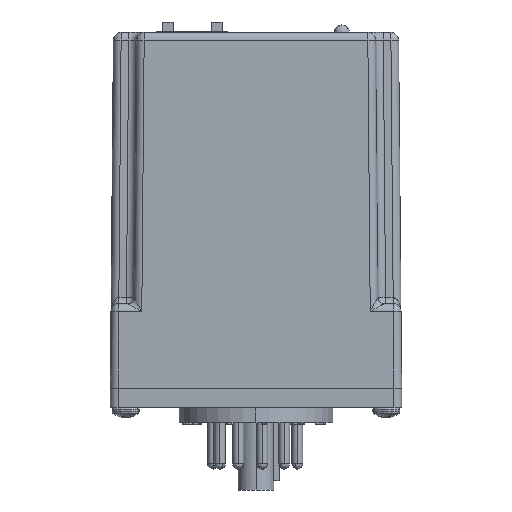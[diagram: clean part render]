
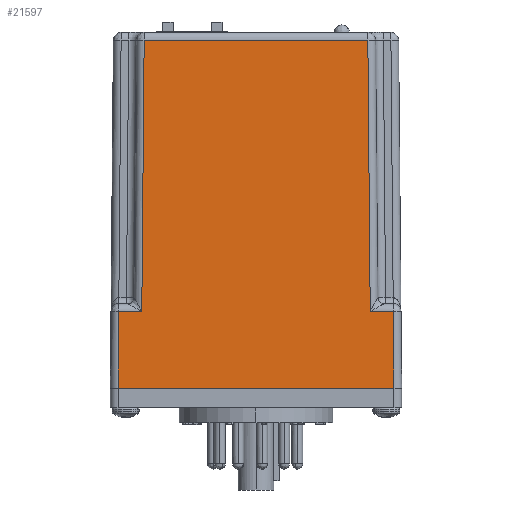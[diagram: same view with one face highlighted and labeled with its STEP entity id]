
A CAD part, left-side view. The second image highlights one B-rep face of the part: STEP entity #21597.
In plain terms, the highlighted planar face has unit normal (-1, 0, 0.009).
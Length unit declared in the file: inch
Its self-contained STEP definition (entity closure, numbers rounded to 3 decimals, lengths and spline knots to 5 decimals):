
#55 = CARTESIAN_POINT ( 'NONE',  ( -0.86954, -0.93104, 0.62555 ) ) ;
#610 = EDGE_CURVE ( 'NONE', #9016, #16942, #1722, .T. ) ;
#719 = DIRECTION ( 'NONE',  ( 0.009, 0.009, 1. ) ) ;
#1722 = LINE ( 'NONE', #23175, #13184 ) ;
#1953 = CARTESIAN_POINT ( 'NONE',  ( -0.86954, 1.11904, 0.62555 ) ) ;
#2442 = ORIENTED_EDGE ( 'NONE', *, *, #16322, .T. ) ;
#3079 = CARTESIAN_POINT ( 'NONE',  ( -0.85024, -1.1875, 2.83755 ) ) ;
#3274 = CARTESIAN_POINT ( 'NONE',  ( -0.86954, 0.93104, 0.62555 ) ) ;
#3796 = CARTESIAN_POINT ( 'NONE',  ( -0.85024, 0.91174, 2.83755 ) ) ;
#3801 = DIRECTION ( 'NONE',  ( 0., 1., 0. ) ) ;
#3863 = VERTEX_POINT ( 'NONE', #21973 ) ;
#4044 = AXIS2_PLACEMENT_3D ( 'NONE', #21443, #19375, #23978 ) ;
#4091 = DIRECTION ( 'NONE',  ( 0., 1., 0. ) ) ;
#4546 = CARTESIAN_POINT ( 'NONE',  ( -0.86954, 1.11904, 0.62555 ) ) ;
#5171 = ORIENTED_EDGE ( 'NONE', *, *, #6587, .T. ) ;
#5586 = VECTOR ( 'NONE', #13719, 39.37008 ) ;
#5688 = VECTOR ( 'NONE', #719, 39.37008 ) ;
#5786 = LINE ( 'NONE', #31195, #30134 ) ;
#5885 = EDGE_CURVE ( 'NONE', #10155, #8474, #21211, .T. ) ;
#6070 = LINE ( 'NONE', #13869, #5586 ) ;
#6587 = EDGE_CURVE ( 'NONE', #29572, #3863, #8013, .T. ) ;
#6595 = VECTOR ( 'NONE', #15742, 39.37008 ) ;
#7611 = CARTESIAN_POINT ( 'NONE',  ( -0.875, 1.1245, 0. ) ) ;
#7889 = ORIENTED_EDGE ( 'NONE', *, *, #5885, .T. ) ;
#7949 = VERTEX_POINT ( 'NONE', #26503 ) ;
#7989 = LINE ( 'NONE', #3079, #22792 ) ;
#8013 = LINE ( 'NONE', #27260, #5688 ) ;
#8474 = VERTEX_POINT ( 'NONE', #8629 ) ;
#8629 = CARTESIAN_POINT ( 'NONE',  ( -0.85024, -0.91174, 2.83755 ) ) ;
#9016 = VERTEX_POINT ( 'NONE', #3274 ) ;
#10155 = VERTEX_POINT ( 'NONE', #14131 ) ;
#10395 = VECTOR ( 'NONE', #31172, 39.37008 ) ;
#11515 = EDGE_CURVE ( 'NONE', #7949, #9016, #27806, .T. ) ;
#11934 = EDGE_CURVE ( 'NONE', #3863, #10155, #6070, .T. ) ;
#12120 = LINE ( 'NONE', #1953, #10395 ) ;
#13184 = VECTOR ( 'NONE', #4091, 39.37008 ) ;
#13719 = DIRECTION ( 'NONE',  ( 0., 1., 0. ) ) ;
#13869 = CARTESIAN_POINT ( 'NONE',  ( -0.86954, -1.1875, 0.62555 ) ) ;
#14026 = ORIENTED_EDGE ( 'NONE', *, *, #11934, .T. ) ;
#14127 = PLANE ( 'NONE',  #4044 ) ;
#14131 = CARTESIAN_POINT ( 'NONE',  ( -0.86954, -0.93104, 0.62555 ) ) ;
#14909 = ORIENTED_EDGE ( 'NONE', *, *, #11515, .T. ) ;
#15277 = VECTOR ( 'NONE', #23590, 39.37008 ) ;
#15742 = DIRECTION ( 'NONE',  ( -0.009, 0.009, -1. ) ) ;
#16322 = EDGE_CURVE ( 'NONE', #27841, #29572, #5786, .T. ) ;
#16942 = VERTEX_POINT ( 'NONE', #4546 ) ;
#18890 = ORIENTED_EDGE ( 'NONE', *, *, #610, .T. ) ;
#18905 = FACE_OUTER_BOUND ( 'NONE', #26832, .T. ) ;
#19317 = DIRECTION ( 'NONE',  ( 0., -1., 0. ) ) ;
#19375 = DIRECTION ( 'NONE',  ( -1., 0., 0.009 ) ) ;
#19741 = CARTESIAN_POINT ( 'NONE',  ( -0.875, -1.1245, 0. ) ) ;
#21211 = LINE ( 'NONE', #55, #15277 ) ;
#21443 = CARTESIAN_POINT ( 'NONE',  ( -0.875, -1.1875, 0. ) ) ;
#21597 = ADVANCED_FACE ( 'NONE', ( #18905 ), #14127, .T. ) ;
#21973 = CARTESIAN_POINT ( 'NONE',  ( -0.86954, -1.11904, 0.62555 ) ) ;
#22300 = ORIENTED_EDGE ( 'NONE', *, *, #25964, .T. ) ;
#22792 = VECTOR ( 'NONE', #3801, 39.37008 ) ;
#22881 = EDGE_CURVE ( 'NONE', #8474, #7949, #7989, .T. ) ;
#23175 = CARTESIAN_POINT ( 'NONE',  ( -0.86954, -1.1875, 0.62555 ) ) ;
#23590 = DIRECTION ( 'NONE',  ( 0.009, 0.009, 1. ) ) ;
#23978 = DIRECTION ( 'NONE',  ( 0.009, 0., 1. ) ) ;
#25964 = EDGE_CURVE ( 'NONE', #16942, #27841, #12120, .T. ) ;
#26503 = CARTESIAN_POINT ( 'NONE',  ( -0.85024, 0.91174, 2.83755 ) ) ;
#26832 = EDGE_LOOP ( 'NONE', ( #7889, #26841, #14909, #18890, #22300, #2442, #5171, #14026 ) ) ;
#26841 = ORIENTED_EDGE ( 'NONE', *, *, #22881, .T. ) ;
#27260 = CARTESIAN_POINT ( 'NONE',  ( -0.875, -1.1245, 0. ) ) ;
#27806 = LINE ( 'NONE', #3796, #6595 ) ;
#27841 = VERTEX_POINT ( 'NONE', #7611 ) ;
#29572 = VERTEX_POINT ( 'NONE', #19741 ) ;
#30134 = VECTOR ( 'NONE', #19317, 39.37008 ) ;
#31172 = DIRECTION ( 'NONE',  ( -0.009, 0.009, -1. ) ) ;
#31195 = CARTESIAN_POINT ( 'NONE',  ( -0.875, -1.1875, 0. ) ) ;
